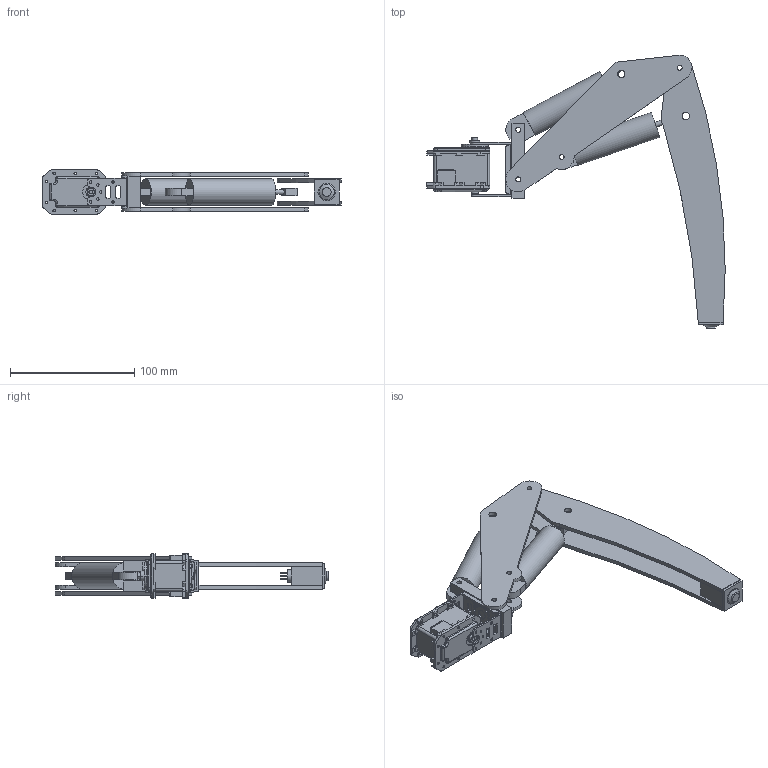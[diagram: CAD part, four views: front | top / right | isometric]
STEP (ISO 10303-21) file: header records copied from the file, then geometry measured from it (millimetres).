
FILE_DESCRIPTION(('FreeCAD Model'),'2;1');
FILE_NAME('Open CASCADE Shape Model','2022-03-25T02:14:48',('Author'),( ''),'Open CASCADE STEP processor 7.5','FreeCAD','Unknown');
FILE_SCHEMA(('AUTOMOTIVE_DESIGN { 1 0 10303 214 1 1 1 1 }'));
Length unit declared in the file: millimetre
Products named in the file (12): leg; femur1; femur2; tibia1; tibia2; FR07-H101; DC07_A_DUMMY_AL; 0H1650A; 0H1650A001; dynamixel_joint002; switch_mount; LAS4GQH-11_S
Assembly tree (11 placements, depth 2):
  leg
    femur1
    femur2
    tibia1
    tibia2
    FR07-H101
    DC07_A_DUMMY_AL
    0H1650A
    0H1650A001
    dynamixel_joint002
    switch_mount
    LAS4GQH-11_S
Bounding box: 240.29 x 220.19 x 35.6 mm (x, y, z)
Volume: 190808.8 mm3; surface area: 92754.9 mm2
Topology: 11 solids, 19 shells, 731 faces, 1925 edges, 1238 vertices
Faces by surface type: plane 347, cylinder 327, cone 43, bspline 8, torus 6
Full cylindrical faces by diameter (mm): 1 x4, 2.5 x4, 4 x15, 6 x6, 7.4 x1, 10 x1, 12 x2, 21 x2
Entity records: 51434 total; most frequent: CARTESIAN_POINT 12219, DIRECTION 7466, LINE 4282, VECTOR 4282, ORIENTED_EDGE 3818, PCURVE 3818, DEFINITIONAL_REPRESENTATION 3818, EDGE_CURVE 1925
